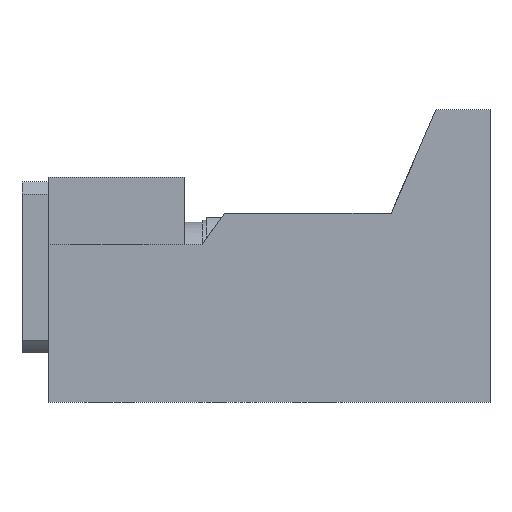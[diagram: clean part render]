
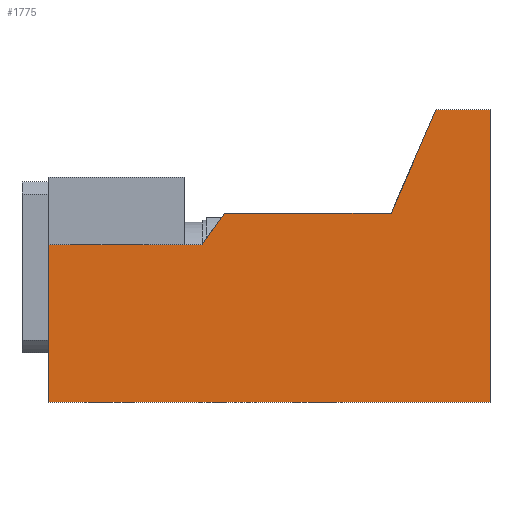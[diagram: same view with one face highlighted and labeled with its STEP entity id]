
A CAD part, front view. The second image highlights one B-rep face of the part: STEP entity #1775.
In plain terms, the highlighted planar face has unit normal (0, -1, 0).
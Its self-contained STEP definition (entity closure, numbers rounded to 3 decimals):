
#1602=CARTESIAN_POINT('Line Origine',(102.,-40.,2.5)) ;
#1606=CARTESIAN_POINT('Vertex',(102.,-40.,35.)) ;
#1608=CARTESIAN_POINT('Vertex',(102.,-40.,-30.)) ;
#1713=CARTESIAN_POINT('Axis2P3D Location',(0.,-40.,5.)) ;
#1718=CARTESIAN_POINT('Line Origine',(85.017,-40.,23.5)) ;
#1722=CARTESIAN_POINT('Vertex',(90.,-40.,35.)) ;
#1724=CARTESIAN_POINT('Vertex',(80.033,-40.,12.)) ;
#1727=CARTESIAN_POINT('Line Origine',(61.517,-40.,12.)) ;
#1731=CARTESIAN_POINT('Vertex',(43.,-40.,12.)) ;
#1734=CARTESIAN_POINT('Line Origine',(40.5,-40.,8.5)) ;
#1738=CARTESIAN_POINT('Vertex',(38.,-40.,5.)) ;
#1741=CARTESIAN_POINT('Line Origine',(21.,-40.,5.)) ;
#1745=CARTESIAN_POINT('Vertex',(4.,-40.,5.)) ;
#1748=CARTESIAN_POINT('Line Origine',(4.,-40.,-12.5)) ;
#1752=CARTESIAN_POINT('Vertex',(4.,-40.,-30.)) ;
#1755=CARTESIAN_POINT('Line Origine',(53.,-40.,-30.)) ;
#1760=CARTESIAN_POINT('Line Origine',(96.,-40.,35.)) ;
#1603=DIRECTION('Vector Direction',(0.,0.,-1.)) ;
#1714=DIRECTION('Axis2P3D Direction',(0.,-1.,0.)) ;
#1715=DIRECTION('Axis2P3D XDirection',(0.,0.,-1.)) ;
#1719=DIRECTION('Vector Direction',(0.398,0.,0.918)) ;
#1728=DIRECTION('Vector Direction',(1.,0.,0.)) ;
#1735=DIRECTION('Vector Direction',(-0.581,0.,-0.814)) ;
#1742=DIRECTION('Vector Direction',(1.,0.,0.)) ;
#1749=DIRECTION('Vector Direction',(0.,0.,-1.)) ;
#1756=DIRECTION('Vector Direction',(1.,0.,0.)) ;
#1761=DIRECTION('Vector Direction',(-1.,0.,0.)) ;
#1716=AXIS2_PLACEMENT_3D('Plane Axis2P3D',#1713,#1714,#1715) ;
#1766=ORIENTED_EDGE('',*,*,#1726,.T.) ;
#1767=ORIENTED_EDGE('',*,*,#1733,.F.) ;
#1768=ORIENTED_EDGE('',*,*,#1740,.T.) ;
#1769=ORIENTED_EDGE('',*,*,#1747,.F.) ;
#1770=ORIENTED_EDGE('',*,*,#1754,.T.) ;
#1771=ORIENTED_EDGE('',*,*,#1759,.T.) ;
#1772=ORIENTED_EDGE('',*,*,#1610,.F.) ;
#1773=ORIENTED_EDGE('',*,*,#1764,.F.) ;
#1604=VECTOR('Line Direction',#1603,1.) ;
#1720=VECTOR('Line Direction',#1719,1.) ;
#1729=VECTOR('Line Direction',#1728,1.) ;
#1736=VECTOR('Line Direction',#1735,1.) ;
#1743=VECTOR('Line Direction',#1742,1.) ;
#1750=VECTOR('Line Direction',#1749,1.) ;
#1757=VECTOR('Line Direction',#1756,1.) ;
#1762=VECTOR('Line Direction',#1761,1.) ;
#1775=ADVANCED_FACE('\X2\96F64EF651E04F554F53\X0\',(#1774),#1717,.T.) ;
#1610=EDGE_CURVE('',#1607,#1609,#1605,.T.) ;
#1726=EDGE_CURVE('',#1723,#1725,#1721,.F.) ;
#1733=EDGE_CURVE('',#1732,#1725,#1730,.T.) ;
#1740=EDGE_CURVE('',#1732,#1739,#1737,.T.) ;
#1747=EDGE_CURVE('',#1746,#1739,#1744,.T.) ;
#1754=EDGE_CURVE('',#1746,#1753,#1751,.T.) ;
#1759=EDGE_CURVE('',#1753,#1609,#1758,.T.) ;
#1764=EDGE_CURVE('',#1723,#1607,#1763,.F.) ;
#1765=EDGE_LOOP('',(#1766,#1767,#1768,#1769,#1770,#1771,#1772,#1773)) ;
#1774=FACE_OUTER_BOUND('',#1765,.T.) ;
#1605=LINE('Line',#1602,#1604) ;
#1721=LINE('Line',#1718,#1720) ;
#1730=LINE('Line',#1727,#1729) ;
#1737=LINE('Line',#1734,#1736) ;
#1744=LINE('Line',#1741,#1743) ;
#1751=LINE('Line',#1748,#1750) ;
#1758=LINE('Line',#1755,#1757) ;
#1763=LINE('Line',#1760,#1762) ;
#1717=PLANE('Plane',#1716) ;
#1607=VERTEX_POINT('',#1606) ;
#1609=VERTEX_POINT('',#1608) ;
#1723=VERTEX_POINT('',#1722) ;
#1725=VERTEX_POINT('',#1724) ;
#1732=VERTEX_POINT('',#1731) ;
#1739=VERTEX_POINT('',#1738) ;
#1746=VERTEX_POINT('',#1745) ;
#1753=VERTEX_POINT('',#1752) ;
